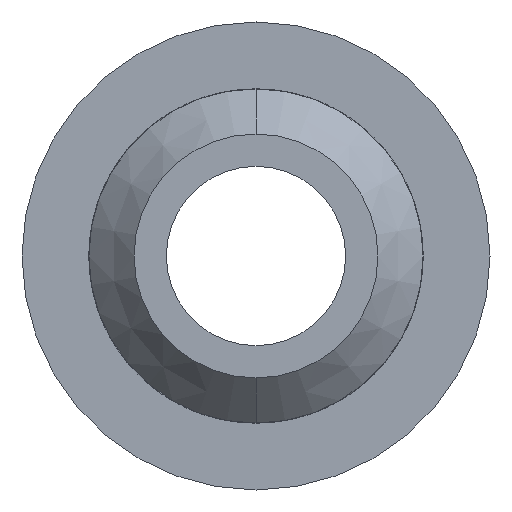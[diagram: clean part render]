
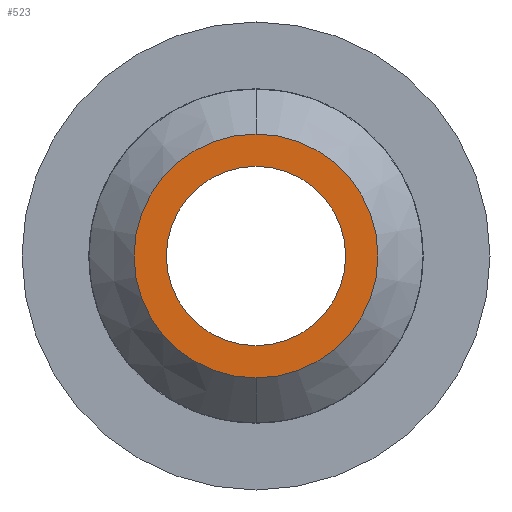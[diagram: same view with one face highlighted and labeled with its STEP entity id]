
A CAD part, front view. The second image highlights one B-rep face of the part: STEP entity #523.
In plain terms, the highlighted planar face has unit normal (0, -1, 0).
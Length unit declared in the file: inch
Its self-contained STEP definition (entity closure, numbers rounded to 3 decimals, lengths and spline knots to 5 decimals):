
#193 = DIRECTION ( 'NONE',  ( 0., 0., -1. ) ) ;
#346 = CARTESIAN_POINT ( 'NONE',  ( 0., -0.305, -0.10815 ) ) ;
#523 = ADVANCED_FACE ( 'NONE', ( #6001, #5306 ), #1109, .F. ) ;
#592 = VERTEX_POINT ( 'NONE', #3314 ) ;
#795 = AXIS2_PLACEMENT_3D ( 'NONE', #2095, #4788, #193 ) ;
#1018 = CARTESIAN_POINT ( 'NONE',  ( 0., -0.305, 0. ) ) ;
#1109 = PLANE ( 'NONE',  #3041 ) ;
#1245 = CIRCLE ( 'NONE', #8000, 0.0795 ) ;
#1485 = AXIS2_PLACEMENT_3D ( 'NONE', #1018, #6362, #3532 ) ;
#1721 = DIRECTION ( 'NONE',  ( 0., 0., -1. ) ) ;
#1750 = EDGE_LOOP ( 'NONE', ( #4790, #8461 ) ) ;
#2095 = CARTESIAN_POINT ( 'NONE',  ( 0., -0.305, 0. ) ) ;
#2199 = DIRECTION ( 'NONE',  ( 0., 0., 1. ) ) ;
#2852 = DIRECTION ( 'NONE',  ( 0., -1., 0. ) ) ;
#3041 = AXIS2_PLACEMENT_3D ( 'NONE', #8638, #7186, #7984 ) ;
#3146 = AXIS2_PLACEMENT_3D ( 'NONE', #8274, #2852, #2199 ) ;
#3314 = CARTESIAN_POINT ( 'NONE',  ( 0., -0.305, -0.0795 ) ) ;
#3532 = DIRECTION ( 'NONE',  ( 0., 0., 1. ) ) ;
#3571 = CIRCLE ( 'NONE', #3146, 0.10815 ) ;
#4015 = CIRCLE ( 'NONE', #1485, 0.10815 ) ;
#4598 = CIRCLE ( 'NONE', #795, 0.0795 ) ;
#4674 = EDGE_CURVE ( 'NONE', #7869, #5464, #4015, .T. ) ;
#4788 = DIRECTION ( 'NONE',  ( 0., -1., 0. ) ) ;
#4790 = ORIENTED_EDGE ( 'NONE', *, *, #4674, .T. ) ;
#4902 = CARTESIAN_POINT ( 'NONE',  ( 0., -0.305, 0. ) ) ;
#5159 = DIRECTION ( 'NONE',  ( 0., -1., 0. ) ) ;
#5306 = FACE_BOUND ( 'NONE', #7573, .T. ) ;
#5443 = EDGE_CURVE ( 'NONE', #5464, #7869, #3571, .T. ) ;
#5464 = VERTEX_POINT ( 'NONE', #346 ) ;
#6001 = FACE_OUTER_BOUND ( 'NONE', #1750, .T. ) ;
#6052 = ORIENTED_EDGE ( 'NONE', *, *, #7756, .F. ) ;
#6362 = DIRECTION ( 'NONE',  ( 0., -1., 0. ) ) ;
#6453 = ORIENTED_EDGE ( 'NONE', *, *, #6808, .F. ) ;
#6793 = CARTESIAN_POINT ( 'NONE',  ( 0., -0.305, 0.0795 ) ) ;
#6808 = EDGE_CURVE ( 'NONE', #592, #7627, #4598, .T. ) ;
#7092 = CARTESIAN_POINT ( 'NONE',  ( 0., -0.305, 0.10815 ) ) ;
#7186 = DIRECTION ( 'NONE',  ( 0., 1., 0. ) ) ;
#7573 = EDGE_LOOP ( 'NONE', ( #6453, #6052 ) ) ;
#7627 = VERTEX_POINT ( 'NONE', #6793 ) ;
#7756 = EDGE_CURVE ( 'NONE', #7627, #592, #1245, .T. ) ;
#7869 = VERTEX_POINT ( 'NONE', #7092 ) ;
#7984 = DIRECTION ( 'NONE',  ( 0., 0., 1. ) ) ;
#8000 = AXIS2_PLACEMENT_3D ( 'NONE', #4902, #5159, #1721 ) ;
#8274 = CARTESIAN_POINT ( 'NONE',  ( 0., -0.305, 0. ) ) ;
#8461 = ORIENTED_EDGE ( 'NONE', *, *, #5443, .T. ) ;
#8638 = CARTESIAN_POINT ( 'NONE',  ( 0., -0.305, -0.14815 ) ) ;
